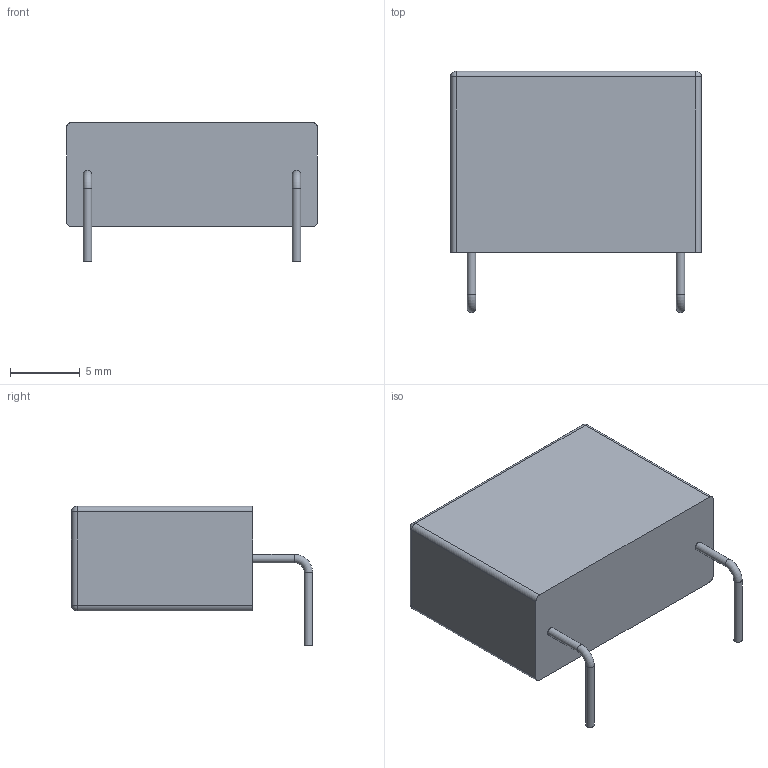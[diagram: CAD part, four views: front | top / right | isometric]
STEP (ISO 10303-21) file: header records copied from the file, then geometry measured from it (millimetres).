
FILE_DESCRIPTION( ( '' ), ' ' );
FILE_NAME( '5a1458d6a62dd410764671f8.step', '2017-11-21T16:48:23', ( '' ), ( '' ), ' ', ' ', ' ' );
FILE_SCHEMA( ( 'AUTOMOTIVE_DESIGN { 1 0 10303 214 1 1 1 1 }' ) );
Length unit declared in the file: metre
Products named in the file (3): Part 3; Part 2; Part 1
Bounding box: 18 x 17.3 x 10 mm (x, y, z)
Volume: 1757.1 mm3; surface area: 953.2 mm2
Topology: 3 solids, 3 shells, 28 faces, 54 edges, 28 vertices
Faces by surface type: cylinder 12, plane 10, sphere 4, torus 2
Full cylindrical faces by diameter (mm): 0.6 x4
Entity records: 900 total; most frequent: DIRECTION 130, CARTESIAN_POINT 103, ORIENTED_EDGE 88, AXIS2_PLACEMENT_3D 55, EDGE_CURVE 44, FACE_OUTER_BOUND 34, EDGE_LOOP 34, STYLED_ITEM 28
